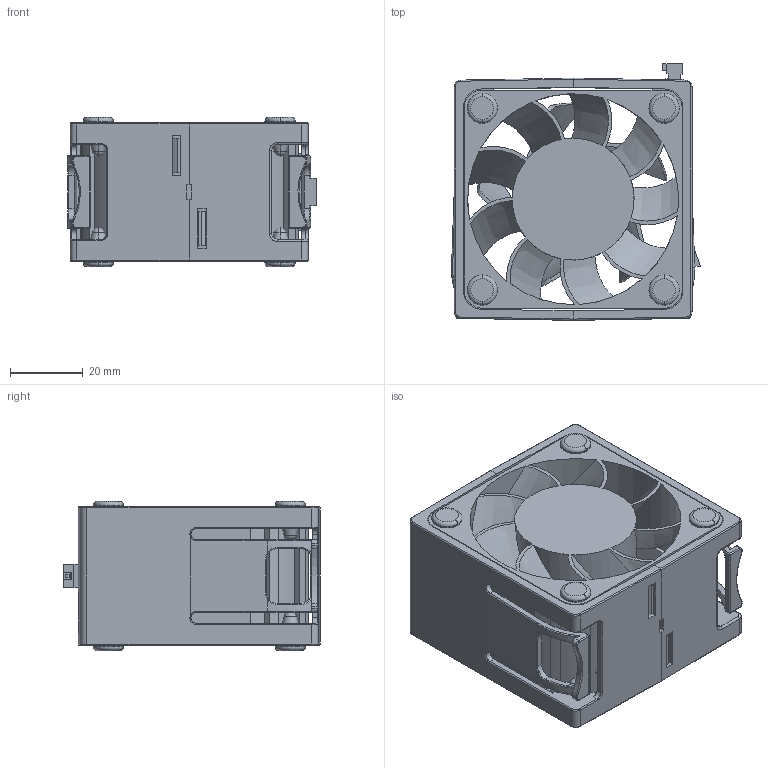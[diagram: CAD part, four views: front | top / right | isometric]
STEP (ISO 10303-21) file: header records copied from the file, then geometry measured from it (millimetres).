
FILE_DESCRIPTION((''),'2;1');
FILE_NAME('00-0001','2019-07-15T11:52:55',('LK'),(''),'CREO PARAMETRIC BY PTC INC, 2018260','CREO PARAMETRIC BY PTC INC, 2018260','');
FILE_SCHEMA(('CONFIG_CONTROL_DESIGN','SHAPE_APPEARANCE_LAYERS_GROUPS'));
Length unit declared in the file: millimetre
Products named in the file (7): 00; 000; 10001; 20001; 00-0001
Assembly tree (13 placements, depth 2):
  00-0001
    00
    000  x8
    10001
    20001
    00
    00
Bounding box: 68.47 x 70.56 x 41 mm (x, y, z)
Volume: 51810.4 mm3; surface area: 59915 mm2
Topology: 13 solids, 13 shells, 963 faces, 2567 edges, 1607 vertices
Faces by surface type: plane 485, cylinder 256, torus 88, bspline 75, cone 21, sphere 20, revolution 16, extrusion 2
Entity records: 37775 total; most frequent: CARTESIAN_POINT 8883, ORIENTED_EDGE 4598, DIRECTION 4166, PRESENTATION_STYLE_ASSIGNMENT 2344, EDGE_CURVE 2299, STYLED_ITEM 2268, CURVE_STYLE 2263, VERTEX_POINT 1460
